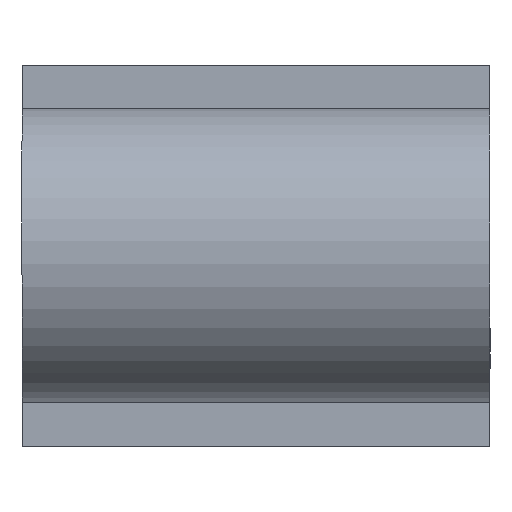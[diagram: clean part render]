
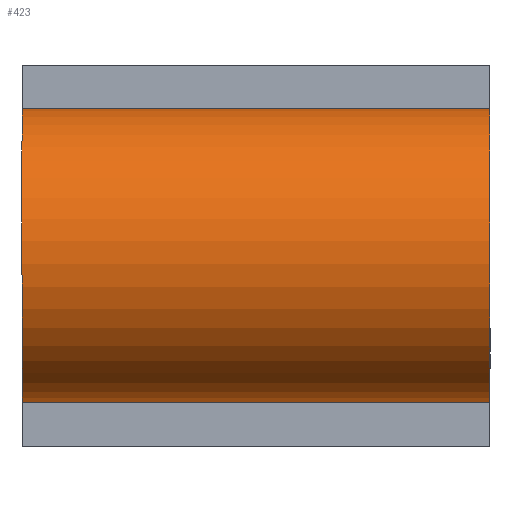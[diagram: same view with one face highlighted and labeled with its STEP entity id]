
A CAD part, top view. The second image highlights one B-rep face of the part: STEP entity #423.
In plain terms, the highlighted free-form (B-spline) face has degree [2, 1] with [7, 2] control points.
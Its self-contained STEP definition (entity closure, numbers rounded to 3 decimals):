
#136 = VERTEX_POINT('',#137);
#137 = CARTESIAN_POINT('',(0.,4.056,
    40.56));
#142 = EDGE_CURVE('',#136,#143,#145,.T.);
#143 = VERTEX_POINT('',#144);
#144 = CARTESIAN_POINT('',(0.,-4.056,
    40.56));
#145 = ( BOUNDED_CURVE() B_SPLINE_CURVE(2,(#146,#147,#148,#149,#150,#151
,#152),.UNSPECIFIED.,.F.,.F.) B_SPLINE_CURVE_WITH_KNOTS((3,2,2,3),(
    4.95,6.886,8.822,10.758),
.PIECEWISE_BEZIER_KNOTS.) CURVE() GEOMETRIC_REPRESENTATION_ITEM() 
RATIONAL_B_SPLINE_CURVE((1.,0.567,1.,0.567,1.,
0.567,1.)) REPRESENTATION_ITEM('') );
#146 = CARTESIAN_POINT('',(0.,4.056,
    40.56));
#147 = CARTESIAN_POINT('',(0.,28.4,
    46.454));
#148 = CARTESIAN_POINT('',(0.,14.2,
    67.087));
#149 = CARTESIAN_POINT('',(0.,0.,
    87.721));
#150 = CARTESIAN_POINT('',(0.,-14.2,
    67.087));
#151 = CARTESIAN_POINT('',(0.,-28.4,
    46.454));
#152 = CARTESIAN_POINT('',(0.,-4.056,
    40.56));
#327 = VERTEX_POINT('',#328);
#328 = CARTESIAN_POINT('',(54.757,4.056,
    40.56));
#333 = EDGE_CURVE('',#327,#334,#336,.T.);
#334 = VERTEX_POINT('',#335);
#335 = CARTESIAN_POINT('',(54.757,-4.056,
    40.56));
#336 = ( BOUNDED_CURVE() B_SPLINE_CURVE(2,(#337,#338,#339,#340,#341,#342
,#343),.UNSPECIFIED.,.F.,.F.) B_SPLINE_CURVE_WITH_KNOTS((3,2,2,3),(
    4.95,6.886,8.822,10.758),
.PIECEWISE_BEZIER_KNOTS.) CURVE() GEOMETRIC_REPRESENTATION_ITEM() 
RATIONAL_B_SPLINE_CURVE((1.,0.567,1.,0.567,1.,
0.567,1.)) REPRESENTATION_ITEM('') );
#337 = CARTESIAN_POINT('',(54.757,4.056,
    40.56));
#338 = CARTESIAN_POINT('',(54.757,28.4,
    46.454));
#339 = CARTESIAN_POINT('',(54.757,14.2,
    67.087));
#340 = CARTESIAN_POINT('',(54.757,0.,
    87.721));
#341 = CARTESIAN_POINT('',(54.757,-14.2,
    67.087));
#342 = CARTESIAN_POINT('',(54.757,-28.4,
    46.454));
#343 = CARTESIAN_POINT('',(54.757,-4.056,
    40.56));
#395 = EDGE_CURVE('',#143,#334,#396,.T.);
#396 = B_SPLINE_CURVE_WITH_KNOTS('',1,(#397,#398),.UNSPECIFIED.,.F.,.F.,
  (2,2),(0.,54.),.PIECEWISE_BEZIER_KNOTS.);
#397 = CARTESIAN_POINT('',(0.,-4.056,
    40.56));
#398 = CARTESIAN_POINT('',(54.757,-4.056,
    40.56));
#423 = ADVANCED_FACE('',(#424),#434,.T.);
#424 = FACE_BOUND('',#425,.T.);
#425 = EDGE_LOOP('',(#426,#427,#428,#429));
#426 = ORIENTED_EDGE('',*,*,#142,.T.);
#427 = ORIENTED_EDGE('',*,*,#395,.T.);
#428 = ORIENTED_EDGE('',*,*,#333,.F.);
#429 = ORIENTED_EDGE('',*,*,#430,.F.);
#430 = EDGE_CURVE('',#136,#327,#431,.T.);
#431 = B_SPLINE_CURVE_WITH_KNOTS('',1,(#432,#433),.UNSPECIFIED.,.F.,.F.,
  (2,2),(0.,54.),.PIECEWISE_BEZIER_KNOTS.);
#432 = CARTESIAN_POINT('',(0.,4.056,
    40.56));
#433 = CARTESIAN_POINT('',(54.757,4.056,
    40.56));
#434 = ( BOUNDED_SURFACE() B_SPLINE_SURFACE(2,1,(
    (#435,#436)
    ,(#437,#438)
    ,(#439,#440)
    ,(#441,#442)
    ,(#443,#444)
    ,(#445,#446)
,(#447,#448
    )),.UNSPECIFIED.,.F.,.F.,.F.) B_SPLINE_SURFACE_WITH_KNOTS((3,2,2,3),
  (2,2),(1.808,3.744,5.68,7.616),(
    -54.,0.),.PIECEWISE_BEZIER_KNOTS.) 
GEOMETRIC_REPRESENTATION_ITEM() RATIONAL_B_SPLINE_SURFACE((
    (1.,1.)
    ,(0.567,0.567)
    ,(1.,1.)
    ,(0.567,0.567)
    ,(1.,1.)
    ,(0.567,0.567)
,(1.,1.))) REPRESENTATION_ITEM('') SURFACE() );
#435 = CARTESIAN_POINT('',(54.757,-4.056,
    40.56));
#436 = CARTESIAN_POINT('',(0.,-4.056,
    40.56));
#437 = CARTESIAN_POINT('',(54.757,-28.4,
    46.454));
#438 = CARTESIAN_POINT('',(0.,-28.4,
    46.454));
#439 = CARTESIAN_POINT('',(54.757,-14.2,
    67.087));
#440 = CARTESIAN_POINT('',(0.,-14.2,
    67.087));
#441 = CARTESIAN_POINT('',(54.757,0.,
    87.721));
#442 = CARTESIAN_POINT('',(0.,0.,
    87.721));
#443 = CARTESIAN_POINT('',(54.757,14.2,
    67.087));
#444 = CARTESIAN_POINT('',(0.,14.2,
    67.087));
#445 = CARTESIAN_POINT('',(54.757,28.4,
    46.454));
#446 = CARTESIAN_POINT('',(0.,28.4,
    46.454));
#447 = CARTESIAN_POINT('',(54.757,4.056,
    40.56));
#448 = CARTESIAN_POINT('',(0.,4.056,
    40.56));
